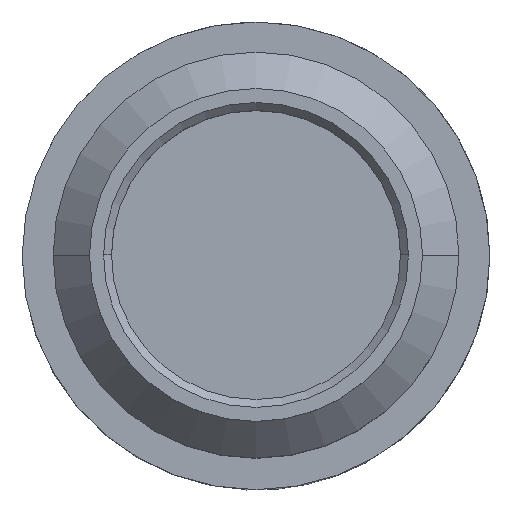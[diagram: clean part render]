
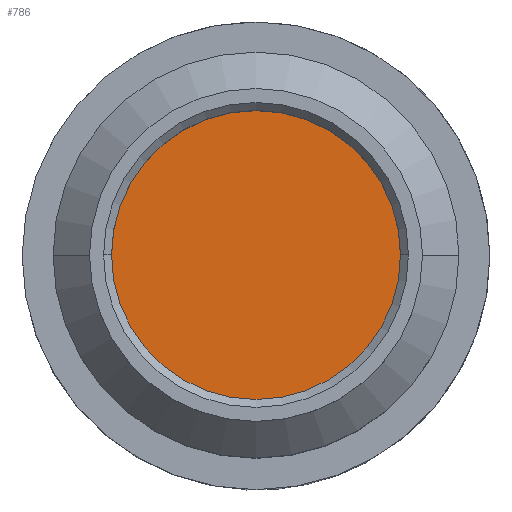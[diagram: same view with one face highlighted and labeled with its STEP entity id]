
A CAD part, top view. The second image highlights one B-rep face of the part: STEP entity #786.
In plain terms, the highlighted planar face has unit normal (0, 0, 1).
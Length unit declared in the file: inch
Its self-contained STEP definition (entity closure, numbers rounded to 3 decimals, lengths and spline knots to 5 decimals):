
#13 = CIRCLE ( 'NONE', #1211, 0.09115 ) ;
#68 = AXIS2_PLACEMENT_3D ( 'NONE', #1384, #1180, #319 ) ;
#263 = CARTESIAN_POINT ( 'NONE',  ( 0., 0., -0.076 ) ) ;
#319 = DIRECTION ( 'NONE',  ( -1., 0., 0. ) ) ;
#375 = CIRCLE ( 'NONE', #516, 0.09115 ) ;
#396 = DIRECTION ( 'NONE',  ( 0., 0., 1. ) ) ;
#410 = VERTEX_POINT ( 'NONE', #1385 ) ;
#494 = DIRECTION ( 'NONE',  ( 0., 0., 1. ) ) ;
#513 = EDGE_LOOP ( 'NONE', ( #1291, #1381 ) ) ;
#516 = AXIS2_PLACEMENT_3D ( 'NONE', #263, #494, #565 ) ;
#521 = CARTESIAN_POINT ( 'NONE',  ( 0., 0., -0.076 ) ) ;
#565 = DIRECTION ( 'NONE',  ( -1., 0., 0. ) ) ;
#744 = EDGE_CURVE ( 'NONE', #410, #1518, #375, .T. ) ;
#786 = ADVANCED_FACE ( 'NONE', ( #1172 ), #917, .F. ) ;
#861 = EDGE_CURVE ( 'NONE', #1518, #410, #13, .T. ) ;
#917 = PLANE ( 'NONE',  #68 ) ;
#1132 = DIRECTION ( 'NONE',  ( -1., 0., 0. ) ) ;
#1172 = FACE_OUTER_BOUND ( 'NONE', #513, .T. ) ;
#1180 = DIRECTION ( 'NONE',  ( 0., 0., -1. ) ) ;
#1211 = AXIS2_PLACEMENT_3D ( 'NONE', #521, #396, #1132 ) ;
#1291 = ORIENTED_EDGE ( 'NONE', *, *, #744, .T. ) ;
#1380 = CARTESIAN_POINT ( 'NONE',  ( -0.09115, 0., -0.076 ) ) ;
#1381 = ORIENTED_EDGE ( 'NONE', *, *, #861, .T. ) ;
#1384 = CARTESIAN_POINT ( 'NONE',  ( 0., 0.09927, -0.076 ) ) ;
#1385 = CARTESIAN_POINT ( 'NONE',  ( 0.09115, 0., -0.076 ) ) ;
#1518 = VERTEX_POINT ( 'NONE', #1380 ) ;
